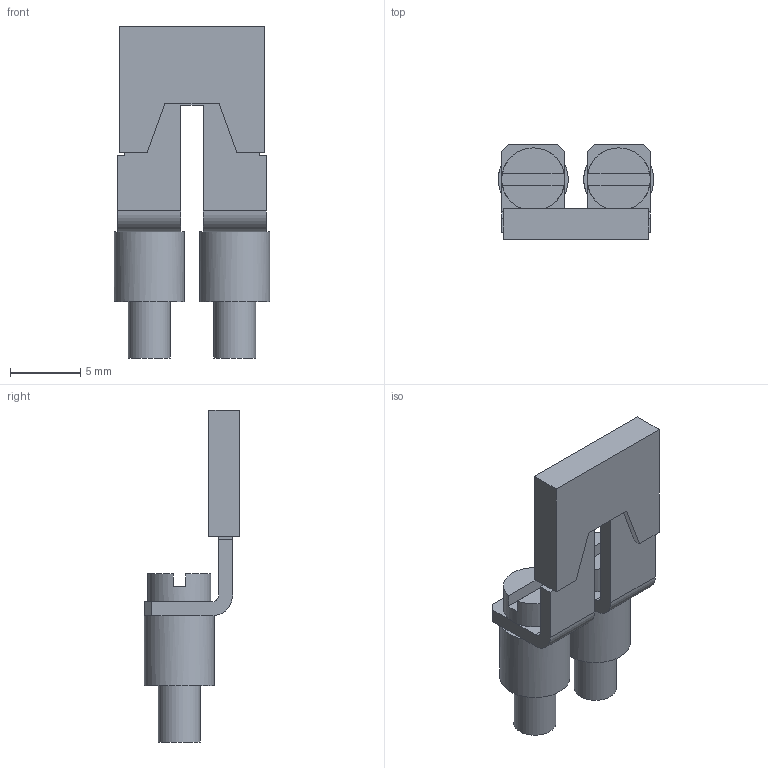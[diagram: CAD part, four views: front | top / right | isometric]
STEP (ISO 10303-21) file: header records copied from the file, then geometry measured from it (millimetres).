
FILE_DESCRIPTION(/* description */ (''),/* implementation_level */ '2;1');
FILE_NAME(/* name */ '2740_2_QI_2_RK_25-4.stp',/* time_stamp */ '2020-07-23T12:06:10+02:00',/* author */ (''),/* organization */ (''),/* preprocessor_version */ 'ST-DEVELOPER v16.7',/* originating_system */ 'SIEMENS PLM Software NX 12.0',/* authorisation */ '');
FILE_SCHEMA (('AUTOMOTIVE_DESIGN { 1 0 10303 214 3 1 1 1 }'));
Length unit declared in the file: millimetre
Products named in the file (1): 2740_2_QI_2_RK_25-4
Bounding box: 11.1 x 6.8 x 23.7 mm (x, y, z)
Volume: 554.2 mm3; surface area: 1055.7 mm2
Topology: 1 solids, 1 shells, 80 faces, 198 edges, 126 vertices
Faces by surface type: plane 66, cylinder 14
Full cylindrical faces by diameter (mm): 3 x2, 3.3 x2, 3.5 x2, 4.5 x2, 5 x2
Entity records: 2266 total; most frequent: DIRECTION 392, CARTESIAN_POINT 383, ORIENTED_EDGE 364, EDGE_CURVE 182, LINE 134, VECTOR 134, AXIS2_PLACEMENT_3D 129, VERTEX_POINT 120
